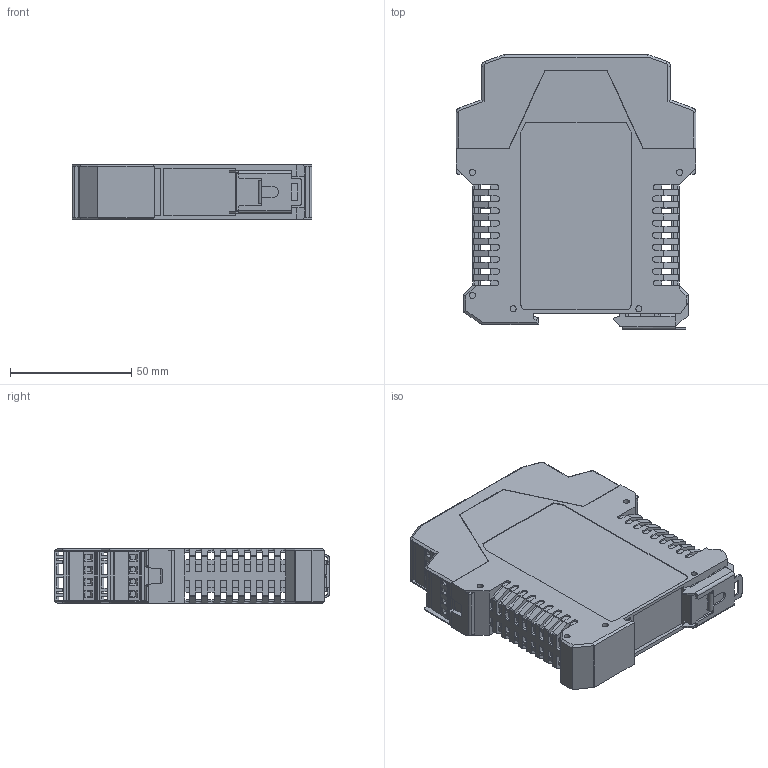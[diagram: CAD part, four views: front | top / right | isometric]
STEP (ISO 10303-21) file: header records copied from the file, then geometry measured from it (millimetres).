
FILE_DESCRIPTION((''),'2;1');
FILE_NAME('E1901301_stp.stp','2019-09-06T11:46:36',(''),(''),'Mechanical Desktop 2009','Mechanical Desktop 2009',', , ');
FILE_SCHEMA(('CONFIG_CONTROL_DESIGN'));
Length unit declared in the file: millimetre
Products named in the file (15): E1901301_STP; 0073F3XX00; E1605272A; E1605272; 0073B01400; 5ESDT-04P; TEIL1; TEIL2; TEIL3; TEIL4; TEIL5; TEIL6; TEIL7; TEIL8; TEIL9
Assembly tree (17 placements, depth 3):
  E1901301_STP
    0073F3XX00
    E1605272A
      E1605272
    0073B01400
    5ESDT-04P  x4
      TEIL1
      TEIL2
      TEIL3
      TEIL4
      TEIL5
      TEIL6
      TEIL7
      TEIL8
      TEIL9
Bounding box: 99 x 113.5 x 22.5 mm (x, y, z)
Volume: 53531.4 mm3; surface area: 64653.6 mm2
Topology: 39 solids, 39 shells, 2665 faces, 7151 edges, 4575 vertices
Faces by surface type: plane 1806, cylinder 651, cone 108, torus 48, bspline 48, sphere 4
Entity records: 52022 total; most frequent: CARTESIAN_POINT 10461, ORIENTED_EDGE 8962, DIRECTION 8216, EDGE_CURVE 4481, VECTOR 3666, LINE 3666, VERTEX_POINT 2907, AXIS2_PLACEMENT_3D 2275
